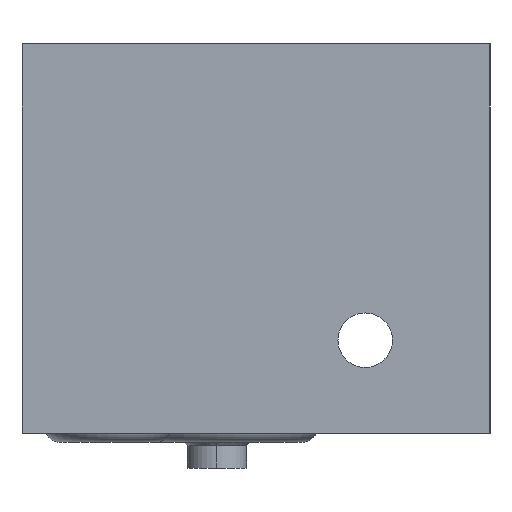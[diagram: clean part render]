
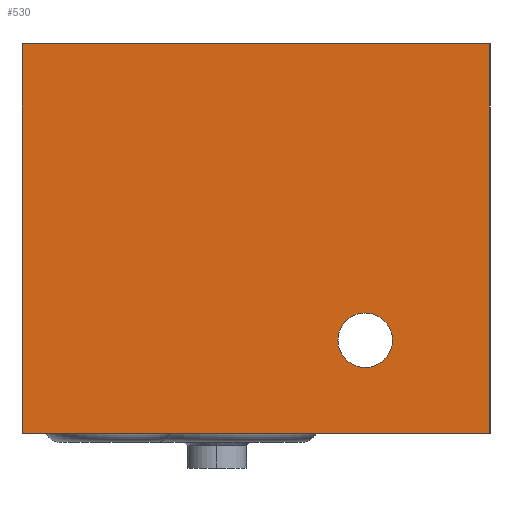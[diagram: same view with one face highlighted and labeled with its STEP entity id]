
A CAD part, left-side view. The second image highlights one B-rep face of the part: STEP entity #530.
In plain terms, the highlighted planar face has unit normal (-1, 0, 0).
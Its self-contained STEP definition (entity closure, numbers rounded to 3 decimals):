
#30 = PLANE ( 'NONE',  #3948 ) ;
#90 = VECTOR ( 'NONE', #2104, 1000. ) ;
#530 = ADVANCED_FACE ( 'NONE', ( #1286, #5860 ), #30, .T. ) ;
#585 = CARTESIAN_POINT ( 'NONE',  ( -47.5, -7., -17.25 ) ) ;
#770 = LINE ( 'NONE', #5650, #90 ) ;
#1128 = LINE ( 'NONE', #7148, #8837 ) ;
#1286 = FACE_BOUND ( 'NONE', #5980, .T. ) ;
#1552 = VECTOR ( 'NONE', #5284, 1000. ) ;
#1566 = VERTEX_POINT ( 'NONE', #8696 ) ;
#2033 = CIRCLE ( 'NONE', #2095, 1.75 ) ;
#2052 = VERTEX_POINT ( 'NONE', #5676 ) ;
#2095 = AXIS2_PLACEMENT_3D ( 'NONE', #3133, #8782, #4505 ) ;
#2104 = DIRECTION ( 'NONE',  ( 0., 0., 1. ) ) ;
#2689 = VERTEX_POINT ( 'NONE', #585 ) ;
#2691 = LINE ( 'NONE', #8033, #1552 ) ;
#2759 = CARTESIAN_POINT ( 'NONE',  ( -47.5, -15., -25. ) ) ;
#2765 = ORIENTED_EDGE ( 'NONE', *, *, #6036, .T. ) ;
#3133 = CARTESIAN_POINT ( 'NONE',  ( -47.5, -7., -19. ) ) ;
#3222 = LINE ( 'NONE', #2759, #4002 ) ;
#3789 = VERTEX_POINT ( 'NONE', #7733 ) ;
#3948 = AXIS2_PLACEMENT_3D ( 'NONE', #8592, #7174, #5651 ) ;
#4002 = VECTOR ( 'NONE', #9153, 1000. ) ;
#4070 = ORIENTED_EDGE ( 'NONE', *, *, #8449, .F. ) ;
#4089 = EDGE_CURVE ( 'NONE', #2689, #3789, #7780, .T. ) ;
#4505 = DIRECTION ( 'NONE',  ( 0., 0., -1. ) ) ;
#4900 = CARTESIAN_POINT ( 'NONE',  ( -47.5, -15., 0. ) ) ;
#4924 = DIRECTION ( 'NONE',  ( 0., -1., 0. ) ) ;
#5079 = DIRECTION ( 'NONE',  ( 0., 0., -1. ) ) ;
#5284 = DIRECTION ( 'NONE',  ( 0., -1., 0. ) ) ;
#5410 = CARTESIAN_POINT ( 'NONE',  ( -47.5, 15., 0. ) ) ;
#5650 = CARTESIAN_POINT ( 'NONE',  ( -47.5, 15., -25. ) ) ;
#5651 = DIRECTION ( 'NONE',  ( 0., 0., 1. ) ) ;
#5676 = CARTESIAN_POINT ( 'NONE',  ( -47.5, -15., -25. ) ) ;
#5740 = ORIENTED_EDGE ( 'NONE', *, *, #8351, .F. ) ;
#5860 = FACE_OUTER_BOUND ( 'NONE', #8481, .T. ) ;
#5879 = ORIENTED_EDGE ( 'NONE', *, *, #7740, .T. ) ;
#5980 = EDGE_LOOP ( 'NONE', ( #8628, #8125 ) ) ;
#6036 = EDGE_CURVE ( 'NONE', #2052, #8721, #3222, .T. ) ;
#6641 = VERTEX_POINT ( 'NONE', #5410 ) ;
#7024 = EDGE_CURVE ( 'NONE', #3789, #2689, #2033, .T. ) ;
#7148 = CARTESIAN_POINT ( 'NONE',  ( -47.5, -15., -25. ) ) ;
#7174 = DIRECTION ( 'NONE',  ( -1., 0., 0. ) ) ;
#7733 = CARTESIAN_POINT ( 'NONE',  ( -47.5, -7., -20.75 ) ) ;
#7740 = EDGE_CURVE ( 'NONE', #1566, #2052, #1128, .T. ) ;
#7780 = CIRCLE ( 'NONE', #8169, 1.75 ) ;
#7929 = CARTESIAN_POINT ( 'NONE',  ( -47.5, -7., -19. ) ) ;
#8033 = CARTESIAN_POINT ( 'NONE',  ( -47.5, -15., 0. ) ) ;
#8125 = ORIENTED_EDGE ( 'NONE', *, *, #4089, .T. ) ;
#8169 = AXIS2_PLACEMENT_3D ( 'NONE', #7929, #8633, #5079 ) ;
#8351 = EDGE_CURVE ( 'NONE', #1566, #6641, #770, .T. ) ;
#8449 = EDGE_CURVE ( 'NONE', #6641, #8721, #2691, .T. ) ;
#8481 = EDGE_LOOP ( 'NONE', ( #4070, #5740, #5879, #2765 ) ) ;
#8592 = CARTESIAN_POINT ( 'NONE',  ( -47.5, -15., -25. ) ) ;
#8628 = ORIENTED_EDGE ( 'NONE', *, *, #7024, .T. ) ;
#8633 = DIRECTION ( 'NONE',  ( 1., 0., 0. ) ) ;
#8696 = CARTESIAN_POINT ( 'NONE',  ( -47.5, 15., -25. ) ) ;
#8721 = VERTEX_POINT ( 'NONE', #4900 ) ;
#8782 = DIRECTION ( 'NONE',  ( 1., 0., 0. ) ) ;
#8837 = VECTOR ( 'NONE', #4924, 1000. ) ;
#9153 = DIRECTION ( 'NONE',  ( 0., 0., 1. ) ) ;
